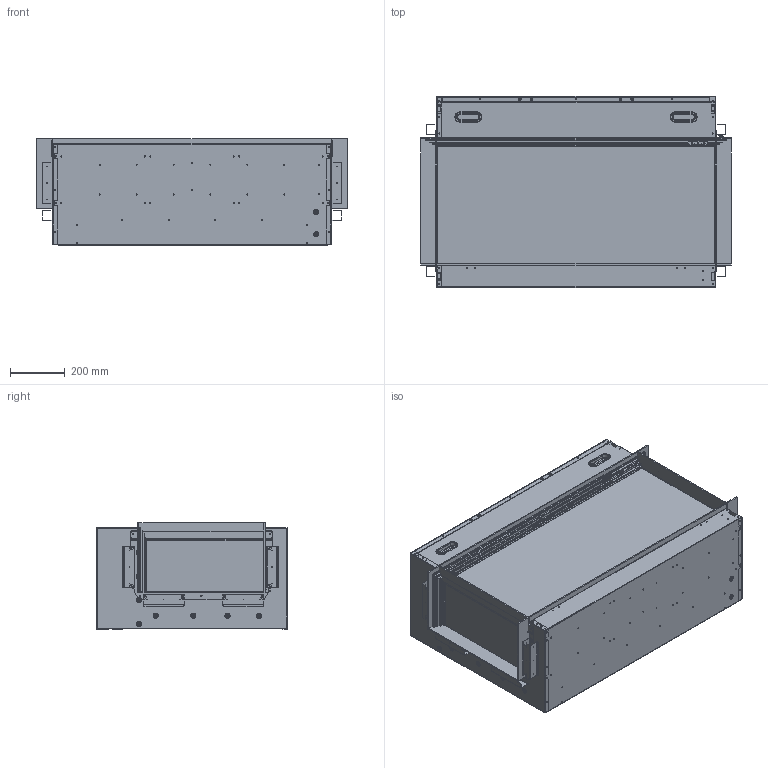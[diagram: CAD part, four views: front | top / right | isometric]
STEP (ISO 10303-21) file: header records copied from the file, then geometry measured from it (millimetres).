
FILE_DESCRIPTION (( 'STEP AP203' ), '1' );
FILE_NAME ('Ignite ultra 40 (ULT40-EU)_defeature.STEP', '2024-07-18T14:43:15', ( '' ), ( '' ), 'SwSTEP 2.0', 'SolidWorks 2023', '' );
FILE_SCHEMA (( 'CONFIG_CONTROL_DESIGN' ));
Length unit declared in the file: millimetre
Products named in the file (1): Ignite ultra 40 (ULT40-EU)_defeature
Bounding box: 1134.3 x 699.38 x 390.06 mm (x, y, z)
Surface area: 5516685.1 mm2 (no closed solid volume)
Topology: 0 solids, 66 shells, 1053 faces, 4968 edges, 3879 vertices
Faces by surface type: plane 440, cylinder 421, torus 114, cone 59, bspline 18, sphere 1
Entity records: 63016 total; most frequent: CARTESIAN_POINT 22170, DIRECTION 8855, ORIENTED_EDGE 6819, EDGE_CURVE 4967, VERTEX_POINT 3879, AXIS2_PLACEMENT_3D 3220, LINE 2415, VECTOR 2415
